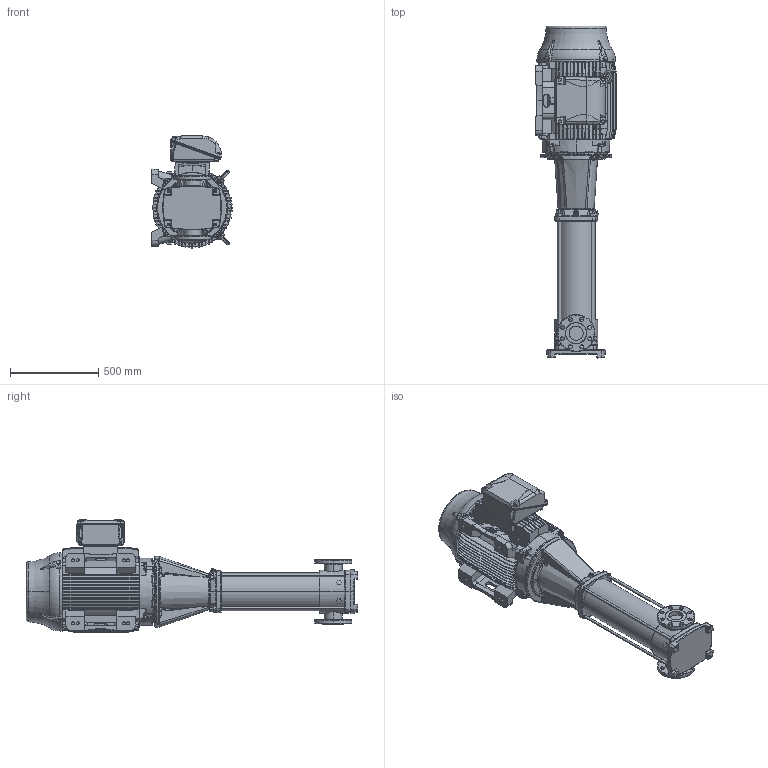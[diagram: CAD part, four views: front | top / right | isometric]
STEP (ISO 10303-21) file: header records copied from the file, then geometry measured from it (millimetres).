
FILE_DESCRIPTION (( 'STEP AP203' ), '1' );
FILE_NAME ('3303130 - MVI-225-7-60 HP-364TSC-304-E-230_460~3.step', '2022-03-30T19:49:26', ( '' ), ( '' ), 'SwSTEP 2.0', 'SolidWorks 2021', '' );
FILE_SCHEMA (( 'CONFIG_CONTROL_DESIGN' ));
Products named in the file (5): 3303130 - MVI-225-7-60 HP-364TSC-304-E-230_460~3; TEFC MOTOR_2704074 - NEMA V2 60HP 364_5TSC 230_460~3 TEFC; sbi_n_45-7_flange(NEMA); MVI PEO - [304-EPDM]_3304130 - MVI-225-7-60 HP-364TSC-304-E-S; 2704074 - NEMA V2 60HP 364_5TSC 230_460~3 TEFC
Assembly tree (4 placements, depth 3):
  3303130 - MVI-225-7-60 HP-364TSC-304-E-230_460~3
    MVI PEO - [304-EPDM]_3304130 - MVI-225-7-60 HP-364TSC-304-E-S
      sbi_n_45-7_flange(NEMA)
    TEFC MOTOR_2704074 - NEMA V2 60HP 364_5TSC 230_460~3 TEFC
      2704074 - NEMA V2 60HP 364_5TSC 230_460~3 TEFC
Bounding box: 456.1 x 1877.31 x 633.81 mm (x, y, z)
Volume: 158512060.7 mm3; surface area: 4814644.9 mm2
Topology: 2 solids, 24 shells, 4023 faces, 10487 edges, 6533 vertices
Faces by surface type: plane 1368, bspline 920, cone 783, cylinder 780, torus 138, sphere 34
Entity records: 201702 total; most frequent: CARTESIAN_POINT 111760, ORIENTED_EDGE 20702, DIRECTION 15920, EDGE_CURVE 10351, VERTEX_POINT 6530, AXIS2_PLACEMENT_3D 5983, EDGE_LOOP 4303, ADVANCED_FACE 4023
